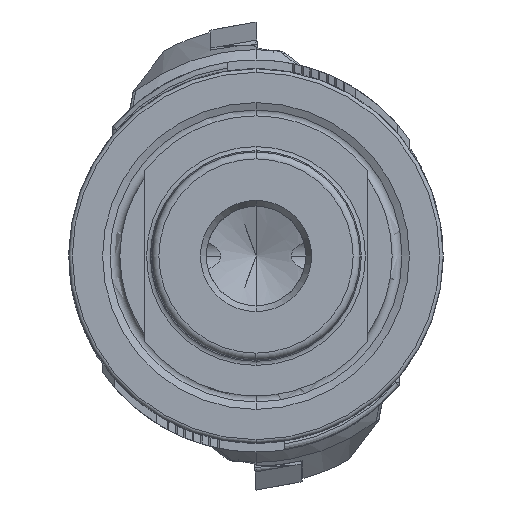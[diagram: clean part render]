
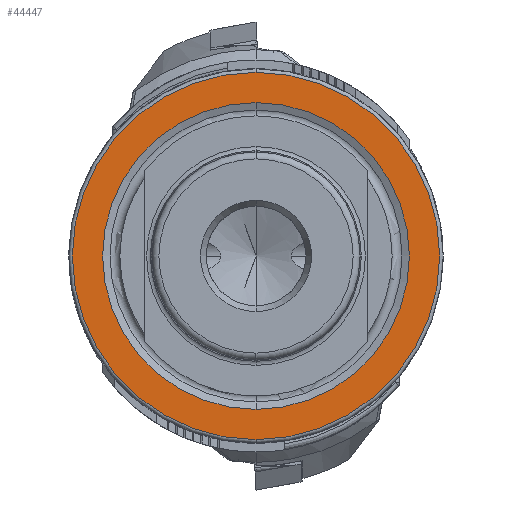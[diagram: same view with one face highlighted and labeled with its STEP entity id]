
A CAD part, left-side view. The second image highlights one B-rep face of the part: STEP entity #44447.
In plain terms, the highlighted planar face has unit normal (-1, 0, 0).
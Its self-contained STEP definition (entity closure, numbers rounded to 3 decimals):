
#397 = AXIS2_PLACEMENT_3D ( 'NONE', #2565, #30318, #6549 ) ;
#754 = CIRCLE ( 'NONE', #397, 13.109 ) ;
#2230 = FACE_BOUND ( 'NONE', #49552, .T. ) ;
#2565 = CARTESIAN_POINT ( 'NONE',  ( 0., 0., 0. ) ) ;
#5357 = CARTESIAN_POINT ( 'NONE',  ( 0., 0., 0. ) ) ;
#6549 = DIRECTION ( 'NONE',  ( 0., 0., 1. ) ) ;
#6929 = VERTEX_POINT ( 'NONE', #18132 ) ;
#8794 = EDGE_CURVE ( 'NONE', #36851, #9540, #35685, .T. ) ;
#9329 = DIRECTION ( 'NONE',  ( 0., 0., 1. ) ) ;
#9540 = VERTEX_POINT ( 'NONE', #20984 ) ;
#11599 = ORIENTED_EDGE ( 'NONE', *, *, #28000, .F. ) ;
#12083 = EDGE_CURVE ( 'NONE', #31690, #6929, #41689, .T. ) ;
#12724 = PLANE ( 'NONE',  #21294 ) ;
#13903 = DIRECTION ( 'NONE',  ( -1., 0., 0. ) ) ;
#16253 = ORIENTED_EDGE ( 'NONE', *, *, #8794, .F. ) ;
#16722 = CARTESIAN_POINT ( 'NONE',  ( 0., 13.109, 0. ) ) ;
#18132 = CARTESIAN_POINT ( 'NONE',  ( 0., 0., 15.7 ) ) ;
#19527 = CARTESIAN_POINT ( 'NONE',  ( 0., 0., -15.7 ) ) ;
#20671 = DIRECTION ( 'NONE',  ( 1., 0., 0. ) ) ;
#20984 = CARTESIAN_POINT ( 'NONE',  ( 0., 0., 13.109 ) ) ;
#21248 = CARTESIAN_POINT ( 'NONE',  ( 0., 0., 0. ) ) ;
#21294 = AXIS2_PLACEMENT_3D ( 'NONE', #16722, #20671, #48409 ) ;
#23812 = AXIS2_PLACEMENT_3D ( 'NONE', #37643, #13903, #41620 ) ;
#25240 = DIRECTION ( 'NONE',  ( 0., 0., 1. ) ) ;
#27512 = EDGE_LOOP ( 'NONE', ( #39478, #36997 ) ) ;
#28000 = EDGE_CURVE ( 'NONE', #9540, #36851, #754, .T. ) ;
#28268 = CIRCLE ( 'NONE', #32202, 15.7 ) ;
#30318 = DIRECTION ( 'NONE',  ( -1., 0., 0. ) ) ;
#31690 = VERTEX_POINT ( 'NONE', #19527 ) ;
#32202 = AXIS2_PLACEMENT_3D ( 'NONE', #21248, #48971, #25240 ) ;
#33068 = DIRECTION ( 'NONE',  ( -1., 0., 0. ) ) ;
#34957 = EDGE_CURVE ( 'NONE', #6929, #31690, #28268, .T. ) ;
#35065 = FACE_OUTER_BOUND ( 'NONE', #27512, .T. ) ;
#35685 = CIRCLE ( 'NONE', #45554, 13.109 ) ;
#36780 = CARTESIAN_POINT ( 'NONE',  ( 0., 0., -13.109 ) ) ;
#36851 = VERTEX_POINT ( 'NONE', #36780 ) ;
#36997 = ORIENTED_EDGE ( 'NONE', *, *, #12083, .T. ) ;
#37643 = CARTESIAN_POINT ( 'NONE',  ( 0., 0., 0. ) ) ;
#39478 = ORIENTED_EDGE ( 'NONE', *, *, #34957, .T. ) ;
#41620 = DIRECTION ( 'NONE',  ( 0., 0., 1. ) ) ;
#41689 = CIRCLE ( 'NONE', #23812, 15.7 ) ;
#44447 = ADVANCED_FACE ( 'NONE', ( #2230, #35065 ), #12724, .F. ) ;
#45554 = AXIS2_PLACEMENT_3D ( 'NONE', #5357, #33068, #9329 ) ;
#48409 = DIRECTION ( 'NONE',  ( 0., 0., -1. ) ) ;
#48971 = DIRECTION ( 'NONE',  ( -1., 0., 0. ) ) ;
#49552 = EDGE_LOOP ( 'NONE', ( #11599, #16253 ) ) ;
